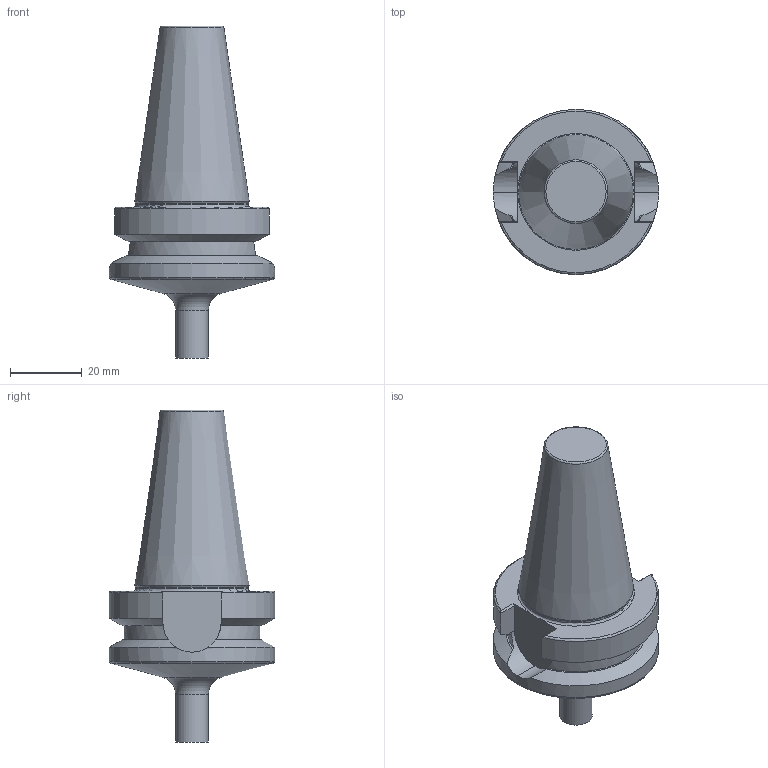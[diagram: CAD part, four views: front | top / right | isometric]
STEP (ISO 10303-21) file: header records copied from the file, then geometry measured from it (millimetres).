
FILE_DESCRIPTION(/* description */ ('3-D model version:1'),/* implementation_level */ '2;1');
FILE_NAME(/* name */ 'A392.55EH-3010044',/* time_stamp */ '2016-12-02T14:03:52',/* author */ ('InteractiveCad'),/* organization */ ('AB Sandvik Coromant'),/* preprocessor_version */ 'ST-DEVELOPER v15',/* originating_system */ 'SIEMENS PLM Software NX 8.5',/* authorization */ '');
FILE_SCHEMA(('AUTOMOTIVE_DESIGN'));
Length unit declared in the file: millimetre
Products named in the file (1): A392_55EH_3010044_SIM
Bounding box: 45.98 x 45.98 x 92.4 mm (x, y, z)
Volume: 57640.5 mm3; surface area: 10668.1 mm2
Topology: 1 solids, 1 shells, 44 faces, 115 edges, 73 vertices
Faces by surface type: plane 20, cylinder 11, cone 7, torus 6
Full cylindrical faces by diameter (mm): 9.15 x1, 31.3 x1, 45.98 x1
Entity records: 1436 total; most frequent: CARTESIAN_POINT 344, DIRECTION 206, ORIENTED_EDGE 204, EDGE_CURVE 102, AXIS2_PLACEMENT_3D 82, VERTEX_POINT 70, EDGE_LOOP 54, ADVANCED_FACE 44
